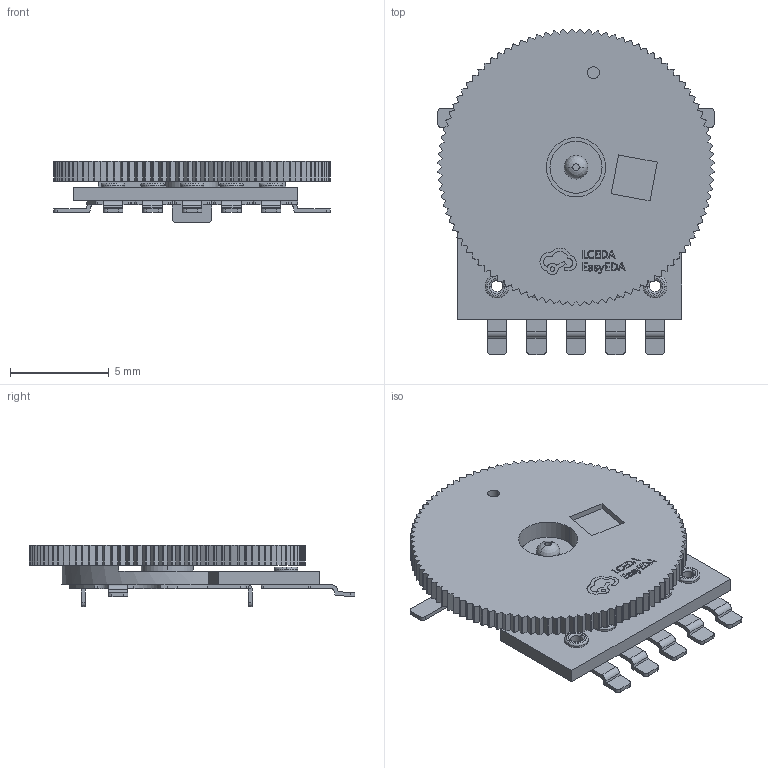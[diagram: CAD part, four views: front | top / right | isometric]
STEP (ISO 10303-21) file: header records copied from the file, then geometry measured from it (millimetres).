
FILE_DESCRIPTION(('FreeCAD Model'),'2;1');
FILE_NAME('Open CASCADE Shape Model','2023-09-14T21:52:12',('Author'),( ''),'Open CASCADE STEP processor 7.6','FreeCAD','Unknown');
FILE_SCHEMA(('AUTOMOTIVE_DESIGN { 1 0 10303 214 1 1 1 1 }'));
Length unit declared in the file: millimetre
Products named in the file (14): PCBModel; R1; RES-SMD_RK10J12R0A0B; COMPOUND011; COMPOUND001; COMPOUND002; COMPOUND003; COMPOUND004; COMPOUND005; COMPOUND006; COMPOUND007; COMPOUND008; COMPOUND009; COMPOUND010
Assembly tree (13 placements, depth 5):
  PCBModel
    R1
      RES-SMD_RK10J12R0A0B
        COMPOUND011
          COMPOUND001
          COMPOUND002
          COMPOUND003
          COMPOUND004
          COMPOUND005
          COMPOUND006
          COMPOUND007
          COMPOUND008
          COMPOUND009
          COMPOUND010
Bounding box: 14 x 16.5 x 3.1 mm (x, y, z)
Volume: 255.4 mm3; surface area: 957.5 mm2
Topology: 10 solids, 10 shells, 832 faces, 2309 edges, 1526 vertices
Faces by surface type: plane 489, cylinder 221, bspline 98, torus 22, revolution 2
Entity records: 30166 total; most frequent: CARTESIAN_POINT 6001, ORIENTED_EDGE 4618, DIRECTION 4095, EDGE_CURVE 2309, LINE 1617, VECTOR 1617, VERTEX_POINT 1526, AXIS2_PLACEMENT_3D 1238
